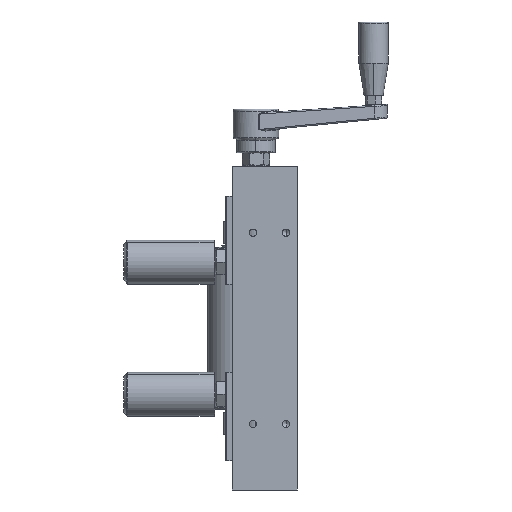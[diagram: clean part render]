
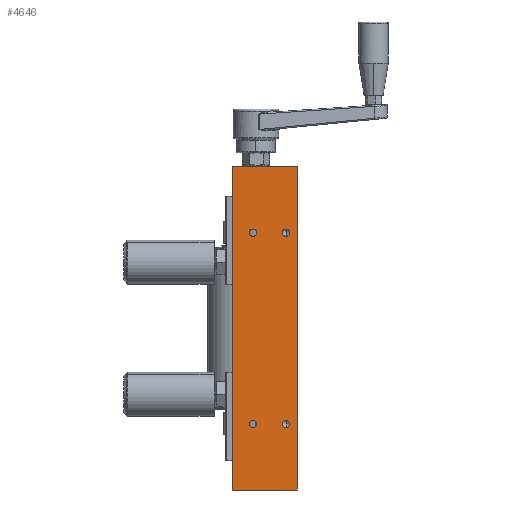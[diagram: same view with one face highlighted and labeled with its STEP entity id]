
A CAD part, left-side view. The second image highlights one B-rep face of the part: STEP entity #4646.
In plain terms, the highlighted planar face has unit normal (-1, 0, 0).
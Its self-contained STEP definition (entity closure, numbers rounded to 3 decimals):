
#658 = LINE ( 'NONE', #31762, #4247 ) ;
#1169 = CARTESIAN_POINT ( 'NONE',  ( -25., 30., 62.5 ) ) ;
#1382 = CARTESIAN_POINT ( 'NONE',  ( -25., 7.5, -67.5 ) ) ;
#1413 = CARTESIAN_POINT ( 'NONE',  ( -25., 0., -110. ) ) ;
#1656 = LINE ( 'NONE', #34944, #25713 ) ;
#1710 = CARTESIAN_POINT ( 'NONE',  ( -25., 30., -62.5 ) ) ;
#1837 = CIRCLE ( 'NONE', #7043, 2.5 ) ;
#2259 = EDGE_CURVE ( 'NONE', #8743, #29909, #29350, .T. ) ;
#2276 = DIRECTION ( 'NONE',  ( 0., 0., 1. ) ) ;
#2438 = CIRCLE ( 'NONE', #28086, 2.5 ) ;
#2870 = CARTESIAN_POINT ( 'NONE',  ( -25., 7.5, -65. ) ) ;
#3056 = CARTESIAN_POINT ( 'NONE',  ( -25., 44., 100. ) ) ;
#3472 = AXIS2_PLACEMENT_3D ( 'NONE', #20178, #12360, #17978 ) ;
#4225 = EDGE_LOOP ( 'NONE', ( #18333, #19087 ) ) ;
#4247 = VECTOR ( 'NONE', #6827, 1000. ) ;
#4489 = ORIENTED_EDGE ( 'NONE', *, *, #20064, .F. ) ;
#4598 = CIRCLE ( 'NONE', #24361, 2.5 ) ;
#4605 = EDGE_CURVE ( 'NONE', #27608, #5298, #4598, .T. ) ;
#4646 = ADVANCED_FACE ( 'NONE', ( #22350, #11428, #31074, #16888, #22706 ), #27983, .F. ) ;
#5298 = VERTEX_POINT ( 'NONE', #1382 ) ;
#5332 = CIRCLE ( 'NONE', #31513, 2.5 ) ;
#5616 = VERTEX_POINT ( 'NONE', #30817 ) ;
#5922 = CARTESIAN_POINT ( 'NONE',  ( -25., 0., 100. ) ) ;
#5954 = CIRCLE ( 'NONE', #26280, 2.5 ) ;
#6007 = VECTOR ( 'NONE', #35756, 1000. ) ;
#6080 = ORIENTED_EDGE ( 'NONE', *, *, #15408, .F. ) ;
#6827 = DIRECTION ( 'NONE',  ( 0., 1., 0. ) ) ;
#6966 = EDGE_CURVE ( 'NONE', #31750, #29909, #658, .T. ) ;
#7043 = AXIS2_PLACEMENT_3D ( 'NONE', #23159, #14070, #25168 ) ;
#7143 = ORIENTED_EDGE ( 'NONE', *, *, #15031, .F. ) ;
#7258 = CARTESIAN_POINT ( 'NONE',  ( -25., 7.5, -62.5 ) ) ;
#7306 = VERTEX_POINT ( 'NONE', #12074 ) ;
#7483 = CARTESIAN_POINT ( 'NONE',  ( -25., 30., -67.5 ) ) ;
#8743 = VERTEX_POINT ( 'NONE', #10429 ) ;
#9628 = CARTESIAN_POINT ( 'NONE',  ( -25., 30., 65. ) ) ;
#9810 = DIRECTION ( 'NONE',  ( -1., 0., 0. ) ) ;
#10106 = EDGE_LOOP ( 'NONE', ( #12980, #21160 ) ) ;
#10271 = VERTEX_POINT ( 'NONE', #1710 ) ;
#10429 = CARTESIAN_POINT ( 'NONE',  ( -25., 44., 110. ) ) ;
#10990 = AXIS2_PLACEMENT_3D ( 'NONE', #3056, #25255, #20159 ) ;
#11006 = EDGE_LOOP ( 'NONE', ( #7143, #11215 ) ) ;
#11215 = ORIENTED_EDGE ( 'NONE', *, *, #27648, .F. ) ;
#11306 = DIRECTION ( 'NONE',  ( 0., 0., 1. ) ) ;
#11428 = FACE_BOUND ( 'NONE', #10106, .T. ) ;
#11645 = EDGE_CURVE ( 'NONE', #5298, #27608, #1837, .T. ) ;
#11849 = ORIENTED_EDGE ( 'NONE', *, *, #16187, .F. ) ;
#12074 = CARTESIAN_POINT ( 'NONE',  ( -25., 7.5, 67.5 ) ) ;
#12149 = DIRECTION ( 'NONE',  ( -1., 0., 0. ) ) ;
#12360 = DIRECTION ( 'NONE',  ( -1., 0., 0. ) ) ;
#12980 = ORIENTED_EDGE ( 'NONE', *, *, #4605, .F. ) ;
#13156 = CARTESIAN_POINT ( 'NONE',  ( -25., 44., 100. ) ) ;
#14070 = DIRECTION ( 'NONE',  ( -1., 0., 0. ) ) ;
#14267 = VERTEX_POINT ( 'NONE', #1169 ) ;
#14628 = VECTOR ( 'NONE', #26438, 1000. ) ;
#14727 = DIRECTION ( 'NONE',  ( 0., 0., 1. ) ) ;
#15031 = EDGE_CURVE ( 'NONE', #28785, #14267, #5954, .T. ) ;
#15408 = EDGE_CURVE ( 'NONE', #10271, #31266, #2438, .T. ) ;
#15567 = AXIS2_PLACEMENT_3D ( 'NONE', #21268, #9810, #21442 ) ;
#15613 = EDGE_CURVE ( 'NONE', #5616, #31750, #30296, .T. ) ;
#16072 = EDGE_LOOP ( 'NONE', ( #6080, #4489 ) ) ;
#16187 = EDGE_CURVE ( 'NONE', #8743, #5616, #1656, .T. ) ;
#16242 = CIRCLE ( 'NONE', #3472, 2.5 ) ;
#16888 = FACE_BOUND ( 'NONE', #4225, .T. ) ;
#17723 = EDGE_CURVE ( 'NONE', #35078, #7306, #16242, .T. ) ;
#17954 = DIRECTION ( 'NONE',  ( 0., 0., 1. ) ) ;
#17978 = DIRECTION ( 'NONE',  ( 0., 0., 1. ) ) ;
#18333 = ORIENTED_EDGE ( 'NONE', *, *, #33927, .F. ) ;
#18382 = DIRECTION ( 'NONE',  ( 0., -1., 0. ) ) ;
#18611 = ORIENTED_EDGE ( 'NONE', *, *, #15613, .F. ) ;
#19087 = ORIENTED_EDGE ( 'NONE', *, *, #17723, .F. ) ;
#19710 = AXIS2_PLACEMENT_3D ( 'NONE', #20871, #12149, #17954 ) ;
#20064 = EDGE_CURVE ( 'NONE', #31266, #10271, #22624, .T. ) ;
#20159 = DIRECTION ( 'NONE',  ( 0., 1., 0. ) ) ;
#20178 = CARTESIAN_POINT ( 'NONE',  ( -25., 7.5, 65. ) ) ;
#20297 = CARTESIAN_POINT ( 'NONE',  ( -25., 44., -110. ) ) ;
#20830 = ORIENTED_EDGE ( 'NONE', *, *, #2259, .T. ) ;
#20871 = CARTESIAN_POINT ( 'NONE',  ( -25., 30., -65. ) ) ;
#21160 = ORIENTED_EDGE ( 'NONE', *, *, #11645, .F. ) ;
#21268 = CARTESIAN_POINT ( 'NONE',  ( -25., 30., 65. ) ) ;
#21401 = DIRECTION ( 'NONE',  ( -1., 0., 0. ) ) ;
#21442 = DIRECTION ( 'NONE',  ( 0., 0., 1. ) ) ;
#21812 = DIRECTION ( 'NONE',  ( -1., 0., 0. ) ) ;
#21986 = DIRECTION ( 'NONE',  ( 0., 0., 1. ) ) ;
#22350 = FACE_BOUND ( 'NONE', #11006, .T. ) ;
#22624 = CIRCLE ( 'NONE', #19710, 2.5 ) ;
#22706 = FACE_OUTER_BOUND ( 'NONE', #24268, .T. ) ;
#23159 = CARTESIAN_POINT ( 'NONE',  ( -25., 7.5, -65. ) ) ;
#23462 = DIRECTION ( 'NONE',  ( -1., 0., 0. ) ) ;
#24268 = EDGE_LOOP ( 'NONE', ( #20830, #34038, #18611, #11849 ) ) ;
#24361 = AXIS2_PLACEMENT_3D ( 'NONE', #2870, #21812, #21986 ) ;
#25168 = DIRECTION ( 'NONE',  ( 0., 0., 1. ) ) ;
#25255 = DIRECTION ( 'NONE',  ( 1., 0., 0. ) ) ;
#25713 = VECTOR ( 'NONE', #18382, 1000. ) ;
#26280 = AXIS2_PLACEMENT_3D ( 'NONE', #9628, #23462, #14727 ) ;
#26438 = DIRECTION ( 'NONE',  ( 0., 0., -1. ) ) ;
#27608 = VERTEX_POINT ( 'NONE', #7258 ) ;
#27648 = EDGE_CURVE ( 'NONE', #14267, #28785, #31271, .T. ) ;
#27983 = PLANE ( 'NONE',  #10990 ) ;
#28086 = AXIS2_PLACEMENT_3D ( 'NONE', #35057, #21401, #2276 ) ;
#28205 = CARTESIAN_POINT ( 'NONE',  ( -25., 7.5, 65. ) ) ;
#28244 = CARTESIAN_POINT ( 'NONE',  ( -25., 30., 67.5 ) ) ;
#28567 = DIRECTION ( 'NONE',  ( -1., 0., 0. ) ) ;
#28785 = VERTEX_POINT ( 'NONE', #28244 ) ;
#29350 = LINE ( 'NONE', #13156, #14628 ) ;
#29873 = CARTESIAN_POINT ( 'NONE',  ( -25., 7.5, 62.5 ) ) ;
#29909 = VERTEX_POINT ( 'NONE', #20297 ) ;
#30296 = LINE ( 'NONE', #5922, #6007 ) ;
#30817 = CARTESIAN_POINT ( 'NONE',  ( -25., 0., 110. ) ) ;
#31074 = FACE_BOUND ( 'NONE', #16072, .T. ) ;
#31266 = VERTEX_POINT ( 'NONE', #7483 ) ;
#31271 = CIRCLE ( 'NONE', #15567, 2.5 ) ;
#31513 = AXIS2_PLACEMENT_3D ( 'NONE', #28205, #28567, #11306 ) ;
#31750 = VERTEX_POINT ( 'NONE', #1413 ) ;
#31762 = CARTESIAN_POINT ( 'NONE',  ( -25., 0., -110. ) ) ;
#33927 = EDGE_CURVE ( 'NONE', #7306, #35078, #5332, .T. ) ;
#34038 = ORIENTED_EDGE ( 'NONE', *, *, #6966, .F. ) ;
#34944 = CARTESIAN_POINT ( 'NONE',  ( -25., 0., 110. ) ) ;
#35057 = CARTESIAN_POINT ( 'NONE',  ( -25., 30., -65. ) ) ;
#35078 = VERTEX_POINT ( 'NONE', #29873 ) ;
#35756 = DIRECTION ( 'NONE',  ( 0., 0., -1. ) ) ;
